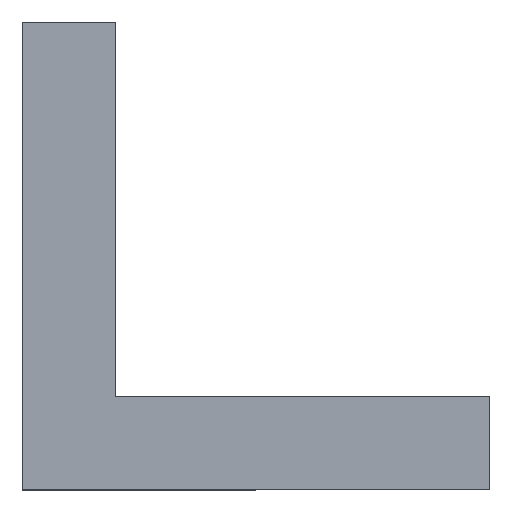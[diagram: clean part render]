
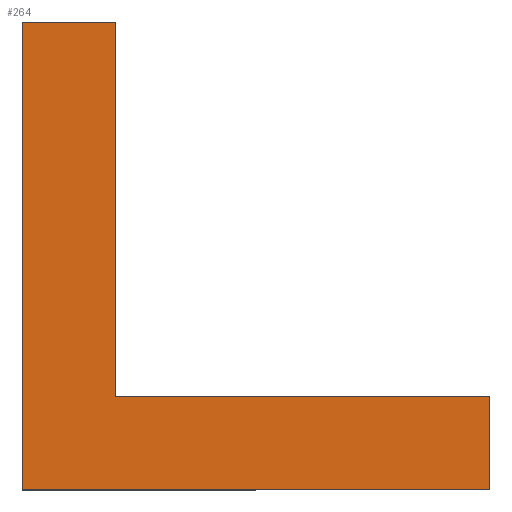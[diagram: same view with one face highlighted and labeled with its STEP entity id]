
A CAD part, top view. The second image highlights one B-rep face of the part: STEP entity #264.
In plain terms, the highlighted planar face has unit normal (0, 0, 1).
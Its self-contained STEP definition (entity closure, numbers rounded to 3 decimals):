
#5 = CARTESIAN_POINT ( 'NONE',  ( 0., 0., 10. ) ) ;
#6 = DIRECTION ( 'NONE',  ( 0., 1., 0. ) ) ;
#8 = EDGE_CURVE ( 'NONE', #65, #68, #64, .T. ) ;
#9 = VECTOR ( 'NONE', #50, 1000. ) ;
#20 = CARTESIAN_POINT ( 'NONE',  ( 0., 0., 10. ) ) ;
#24 = DIRECTION ( 'NONE',  ( 0., 0., -1. ) ) ;
#28 = VERTEX_POINT ( 'NONE', #159 ) ;
#36 = CARTESIAN_POINT ( 'NONE',  ( 20., 20., 10. ) ) ;
#39 = DIRECTION ( 'NONE',  ( 1., 0., 0. ) ) ;
#46 = FACE_OUTER_BOUND ( 'NONE', #152, .T. ) ;
#50 = DIRECTION ( 'NONE',  ( -1., 0., 0. ) ) ;
#64 = LINE ( 'NONE', #36, #220 ) ;
#65 = VERTEX_POINT ( 'NONE', #260 ) ;
#68 = VERTEX_POINT ( 'NONE', #109 ) ;
#82 = VECTOR ( 'NONE', #200, 1000. ) ;
#91 = LINE ( 'NONE', #134, #121 ) ;
#95 = ORIENTED_EDGE ( 'NONE', *, *, #179, .F. ) ;
#97 = LINE ( 'NONE', #5, #195 ) ;
#103 = VECTOR ( 'NONE', #107, 1000. ) ;
#107 = DIRECTION ( 'NONE',  ( 1., 0., 0. ) ) ;
#109 = CARTESIAN_POINT ( 'NONE',  ( 100., 20., 10. ) ) ;
#111 = ORIENTED_EDGE ( 'NONE', *, *, #8, .F. ) ;
#116 = AXIS2_PLACEMENT_3D ( 'NONE', #186, #24, #163 ) ;
#118 = EDGE_CURVE ( 'NONE', #68, #28, #91, .T. ) ;
#120 = CARTESIAN_POINT ( 'NONE',  ( 20., 100., 10. ) ) ;
#121 = VECTOR ( 'NONE', #215, 1000. ) ;
#134 = CARTESIAN_POINT ( 'NONE',  ( 100., 20., 10. ) ) ;
#135 = EDGE_CURVE ( 'NONE', #28, #171, #146, .T. ) ;
#139 = ORIENTED_EDGE ( 'NONE', *, *, #208, .F. ) ;
#146 = LINE ( 'NONE', #253, #9 ) ;
#147 = ORIENTED_EDGE ( 'NONE', *, *, #135, .F. ) ;
#152 = EDGE_LOOP ( 'NONE', ( #147, #235, #111, #267, #95, #139 ) ) ;
#155 = LINE ( 'NONE', #120, #82 ) ;
#159 = CARTESIAN_POINT ( 'NONE',  ( 100., 0., 10. ) ) ;
#163 = DIRECTION ( 'NONE',  ( -1., 0., 0. ) ) ;
#166 = LINE ( 'NONE', #268, #103 ) ;
#171 = VERTEX_POINT ( 'NONE', #20 ) ;
#173 = CARTESIAN_POINT ( 'NONE',  ( 20., 100., 10. ) ) ;
#179 = EDGE_CURVE ( 'NONE', #217, #214, #166, .T. ) ;
#186 = CARTESIAN_POINT ( 'NONE',  ( 0., 0., 10. ) ) ;
#195 = VECTOR ( 'NONE', #6, 1000. ) ;
#200 = DIRECTION ( 'NONE',  ( 0., -1., 0. ) ) ;
#208 = EDGE_CURVE ( 'NONE', #171, #217, #97, .T. ) ;
#214 = VERTEX_POINT ( 'NONE', #173 ) ;
#215 = DIRECTION ( 'NONE',  ( 0., -1., 0. ) ) ;
#217 = VERTEX_POINT ( 'NONE', #258 ) ;
#220 = VECTOR ( 'NONE', #39, 1000. ) ;
#229 = PLANE ( 'NONE',  #116 ) ;
#235 = ORIENTED_EDGE ( 'NONE', *, *, #118, .F. ) ;
#243 = EDGE_CURVE ( 'NONE', #214, #65, #155, .T. ) ;
#253 = CARTESIAN_POINT ( 'NONE',  ( 100., 0., 10. ) ) ;
#258 = CARTESIAN_POINT ( 'NONE',  ( 0., 100., 10. ) ) ;
#260 = CARTESIAN_POINT ( 'NONE',  ( 20., 20., 10. ) ) ;
#264 = ADVANCED_FACE ( 'NONE', ( #46 ), #229, .F. ) ;
#267 = ORIENTED_EDGE ( 'NONE', *, *, #243, .F. ) ;
#268 = CARTESIAN_POINT ( 'NONE',  ( 0., 100., 10. ) ) ;
